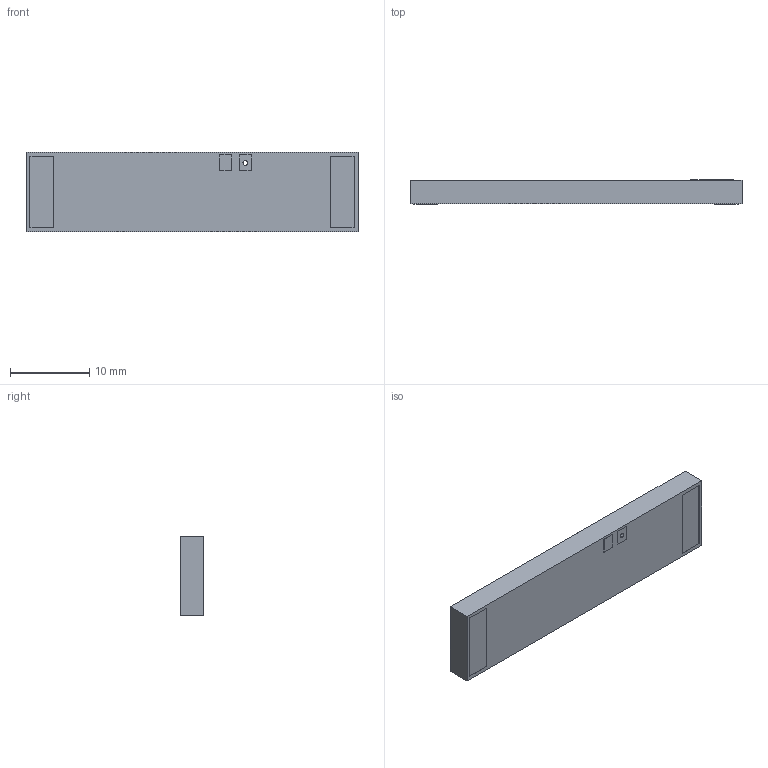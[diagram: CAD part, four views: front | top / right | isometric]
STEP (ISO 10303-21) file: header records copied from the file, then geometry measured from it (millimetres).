
FILE_DESCRIPTION (( 'STEP AP214' ), '1' );
FILE_NAME ('PCS.06.A _Web.STEP', '2019-12-09T04:02:15', ( '' ), ( '' ), 'SwSTEP 2.0', 'SolidWorks 2017', '' );
FILE_SCHEMA (( 'AUTOMOTIVE_DESIGN' ));
Length unit declared in the file: millimetre
Products named in the file (2): PCS.06.A _Web
Bounding box: 42 x 3.03 x 10 mm (x, y, z)
Volume: 1258 mm3; surface area: 1178.7 mm2
Topology: 14 solids, 14 shells, 355 faces, 930 edges, 620 vertices
Faces by surface type: plane 209, bspline 144, cylinder 2
Entity records: 15263 total; most frequent: CARTESIAN_POINT 6952, ORIENTED_EDGE 1860, DIRECTION 1072, EDGE_CURVE 930, LINE 638, VECTOR 638, VERTEX_POINT 620, EDGE_LOOP 382
